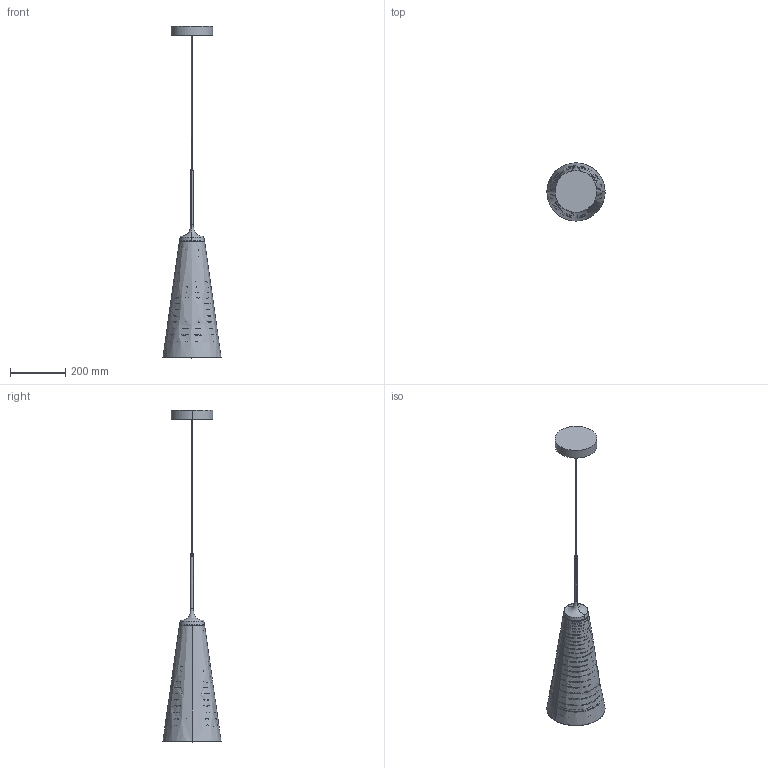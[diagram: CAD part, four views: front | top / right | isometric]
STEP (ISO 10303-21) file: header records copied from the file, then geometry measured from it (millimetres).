
FILE_DESCRIPTION(/* description */ (''),/* implementation_level */ '2;1');
FILE_NAME(/* name */ 'LOOKAT~2',/* time_stamp */ '2019-07-19T11:08:14+02:00',/* author */ (''),/* organization */ (''),/* preprocessor_version */ 'ST-DEVELOPER v15',/* originating_system */ '',/* authorisation */ '');
FILE_SCHEMA (('AUTOMOTIVE_DESIGN'));
Length unit declared in the file: millimetre
Products named in the file (2): Document; Blocco 02
Assembly tree (1 placements, depth 2):
  Document
    Blocco 02
Bounding box: 209.84 x 209.74 x 1197.27 mm (x, y, z)
Volume: 705952.8 mm3; surface area: 556415.1 mm2
Topology: 8 solids, 27 shells, 292 faces, 746 edges, 475 vertices
Faces by surface type: bspline 214, plane 78
Entity records: 15545 total; most frequent: CARTESIAN_POINT 11403, ORIENTED_EDGE 1299, EDGE_CURVE 718, VERTEX_POINT 459, EDGE_LOOP 328, ADVANCED_FACE 292, FACE_OUTER_BOUND 292, B_SPLINE_CURVE_WITH_KNOTS 220
